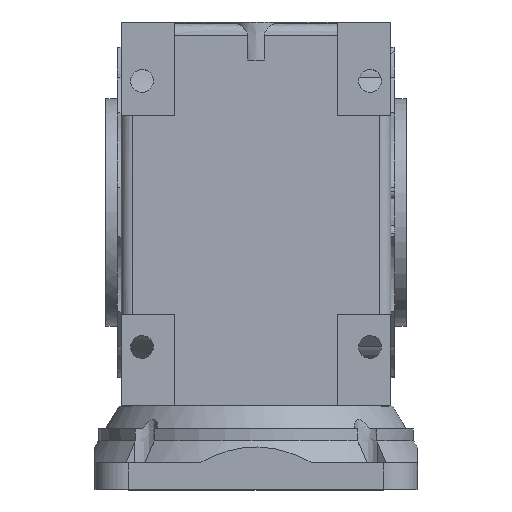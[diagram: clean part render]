
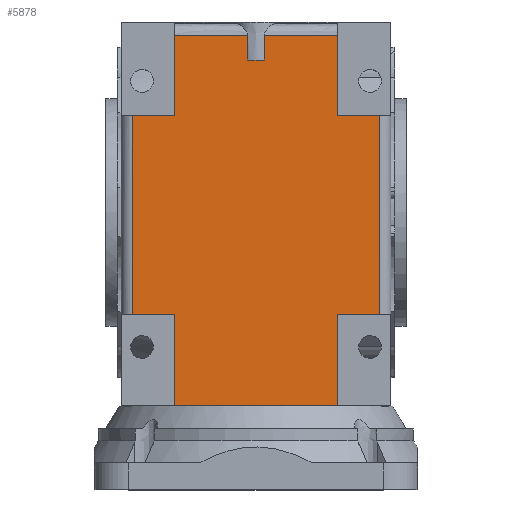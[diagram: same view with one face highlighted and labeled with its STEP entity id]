
A CAD part, top view. The second image highlights one B-rep face of the part: STEP entity #5878.
In plain terms, the highlighted free-form (B-spline) face has degree [1, 1] with [2, 2] control points.
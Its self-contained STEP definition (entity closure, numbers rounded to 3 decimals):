
#5709=CARTESIAN_POINT('',(-29.821,119.5,-2.));
#5710=VERTEX_POINT('',#5709);
#5730=CARTESIAN_POINT('',(-10.5,119.5,-2.));
#5731=VERTEX_POINT('',#5730);
#5732=CARTESIAN_POINT('',(-29.821,119.5,-2.));
#5733=CARTESIAN_POINT('',(-10.5,119.5,-2.));
#5734=B_SPLINE_CURVE_WITH_KNOTS('',1,(#5732,#5733),.POLYLINE_FORM.,.F.,.U.,(2,2),(0.,1.),.UNSPECIFIED.);
#5735=EDGE_CURVE('',#5710,#5731,#5734,.T.);
#5753=CARTESIAN_POINT('',(-150.68,-46.43,-2.));
#5754=CARTESIAN_POINT('',(-150.68,190.93,-2.));
#5755=CARTESIAN_POINT('',(86.68,-46.43,-2.));
#5756=CARTESIAN_POINT('',(86.68,190.93,-2.));
#5757=B_SPLINE_SURFACE_WITH_KNOTS('',1,1,((#5753,#5754),(#5755,#5756)),.PLANE_SURF.,.F.,.F.,.U.,(2,2),(2,2),(0.,1.),(0.,1.),.UNSPECIFIED.);
#5758=ORIENTED_EDGE('',*,*,#5735,.F.);
#5759=CARTESIAN_POINT('',(-29.821,113.,-2.));
#5760=VERTEX_POINT('',#5759);
#5761=CARTESIAN_POINT('',(-29.821,119.5,-2.));
#5762=CARTESIAN_POINT('',(-29.821,113.,-2.));
#5763=B_SPLINE_CURVE_WITH_KNOTS('',1,(#5761,#5762),.POLYLINE_FORM.,.F.,.U.,(2,2),(0.,1.),.UNSPECIFIED.);
#5764=EDGE_CURVE('',#5710,#5760,#5763,.T.);
#5765=ORIENTED_EDGE('',*,*,#5764,.T.);
#5766=CARTESIAN_POINT('',(-34.179,113.,-2.));
#5767=VERTEX_POINT('',#5766);
#5768=CARTESIAN_POINT('',(-29.821,113.,-2.));
#5769=CARTESIAN_POINT('',(-34.179,113.,-2.));
#5770=B_SPLINE_CURVE_WITH_KNOTS('',1,(#5768,#5769),.POLYLINE_FORM.,.F.,.U.,(2,2),(0.,1.),.UNSPECIFIED.);
#5771=EDGE_CURVE('',#5760,#5767,#5770,.T.);
#5772=ORIENTED_EDGE('',*,*,#5771,.T.);
#5773=CARTESIAN_POINT('',(-34.179,119.5,-2.));
#5774=VERTEX_POINT('',#5773);
#5775=CARTESIAN_POINT('',(-34.179,113.,-2.));
#5776=CARTESIAN_POINT('',(-34.179,119.5,-2.));
#5777=B_SPLINE_CURVE_WITH_KNOTS('',1,(#5775,#5776),.POLYLINE_FORM.,.F.,.U.,(2,2),(0.,1.),.UNSPECIFIED.);
#5778=EDGE_CURVE('',#5767,#5774,#5777,.T.);
#5779=ORIENTED_EDGE('',*,*,#5778,.T.);
#5780=CARTESIAN_POINT('',(-53.5,119.5,-2.));
#5781=VERTEX_POINT('',#5780);
#5782=CARTESIAN_POINT('',(-34.179,119.5,-2.));
#5783=CARTESIAN_POINT('',(-53.5,119.5,-2.));
#5784=B_SPLINE_CURVE_WITH_KNOTS('',1,(#5782,#5783),.POLYLINE_FORM.,.F.,.U.,(2,2),(0.,1.),.UNSPECIFIED.);
#5785=EDGE_CURVE('',#5774,#5781,#5784,.T.);
#5786=ORIENTED_EDGE('',*,*,#5785,.T.);
#5787=CARTESIAN_POINT('',(-53.5,98.5,-2.));
#5788=VERTEX_POINT('',#5787);
#5789=CARTESIAN_POINT('',(-53.5,119.5,-2.));
#5790=CARTESIAN_POINT('',(-53.5,98.5,-2.));
#5791=B_SPLINE_CURVE_WITH_KNOTS('',1,(#5789,#5790),.POLYLINE_FORM.,.F.,.U.,(2,2),(0.,1.),.UNSPECIFIED.);
#5792=EDGE_CURVE('',#5781,#5788,#5791,.T.);
#5793=ORIENTED_EDGE('',*,*,#5792,.T.);
#5794=CARTESIAN_POINT('',(-64.5,98.5,-2.));
#5795=VERTEX_POINT('',#5794);
#5796=CARTESIAN_POINT('',(-53.5,98.5,-2.));
#5797=CARTESIAN_POINT('',(-64.5,98.5,-2.));
#5798=B_SPLINE_CURVE_WITH_KNOTS('',1,(#5796,#5797),.POLYLINE_FORM.,.F.,.U.,(2,2),(0.,1.),.UNSPECIFIED.);
#5799=EDGE_CURVE('',#5788,#5795,#5798,.T.);
#5800=ORIENTED_EDGE('',*,*,#5799,.T.);
#5801=CARTESIAN_POINT('',(-64.5,46.,-2.));
#5802=VERTEX_POINT('',#5801);
#5803=CARTESIAN_POINT('',(-64.5,98.5,-2.));
#5804=CARTESIAN_POINT('',(-64.5,46.,-2.));
#5805=B_SPLINE_CURVE_WITH_KNOTS('',1,(#5803,#5804),.POLYLINE_FORM.,.F.,.U.,(2,2),(0.,1.),.UNSPECIFIED.);
#5806=EDGE_CURVE('',#5795,#5802,#5805,.T.);
#5807=ORIENTED_EDGE('',*,*,#5806,.T.);
#5808=CARTESIAN_POINT('',(-53.5,46.,-2.));
#5809=VERTEX_POINT('',#5808);
#5810=CARTESIAN_POINT('',(-64.5,46.,-2.));
#5811=CARTESIAN_POINT('',(-53.5,46.,-2.));
#5812=B_SPLINE_CURVE_WITH_KNOTS('',1,(#5810,#5811),.POLYLINE_FORM.,.F.,.U.,(2,2),(0.,1.),.UNSPECIFIED.);
#5813=EDGE_CURVE('',#5802,#5809,#5812,.T.);
#5814=ORIENTED_EDGE('',*,*,#5813,.T.);
#5815=CARTESIAN_POINT('',(-53.5,22.,-2.));
#5816=VERTEX_POINT('',#5815);
#5817=CARTESIAN_POINT('',(-53.5,46.,-2.));
#5818=CARTESIAN_POINT('',(-53.5,22.,-2.));
#5819=B_SPLINE_CURVE_WITH_KNOTS('',1,(#5817,#5818),.POLYLINE_FORM.,.F.,.U.,(2,2),(0.,1.),.UNSPECIFIED.);
#5820=EDGE_CURVE('',#5809,#5816,#5819,.T.);
#5821=ORIENTED_EDGE('',*,*,#5820,.T.);
#5822=CARTESIAN_POINT('',(-50.303,22.,-2.));
#5823=VERTEX_POINT('',#5822);
#5824=CARTESIAN_POINT('',(-53.5,22.,-2.));
#5825=CARTESIAN_POINT('',(-50.303,22.,-2.));
#5826=B_SPLINE_CURVE_WITH_KNOTS('',1,(#5824,#5825),.POLYLINE_FORM.,.F.,.U.,(2,2),(0.,1.),.UNSPECIFIED.);
#5827=EDGE_CURVE('',#5816,#5823,#5826,.T.);
#5828=ORIENTED_EDGE('',*,*,#5827,.T.);
#5829=CARTESIAN_POINT('',(-13.697,22.,-2.));
#5830=VERTEX_POINT('',#5829);
#5831=CARTESIAN_POINT('',(-50.303,22.,-2.));
#5832=CARTESIAN_POINT('',(-13.697,22.,-2.));
#5833=B_SPLINE_CURVE_WITH_KNOTS('',1,(#5831,#5832),.POLYLINE_FORM.,.F.,.U.,(2,2),(0.,1.),.UNSPECIFIED.);
#5834=EDGE_CURVE('',#5823,#5830,#5833,.T.);
#5835=ORIENTED_EDGE('',*,*,#5834,.T.);
#5836=CARTESIAN_POINT('',(-10.5,22.,-2.));
#5837=VERTEX_POINT('',#5836);
#5838=CARTESIAN_POINT('',(-13.697,22.,-2.));
#5839=CARTESIAN_POINT('',(-10.5,22.,-2.));
#5840=B_SPLINE_CURVE_WITH_KNOTS('',1,(#5838,#5839),.POLYLINE_FORM.,.F.,.U.,(2,2),(0.,1.),.UNSPECIFIED.);
#5841=EDGE_CURVE('',#5830,#5837,#5840,.T.);
#5842=ORIENTED_EDGE('',*,*,#5841,.T.);
#5843=CARTESIAN_POINT('',(-10.5,46.,-2.));
#5844=VERTEX_POINT('',#5843);
#5845=CARTESIAN_POINT('',(-10.5,22.,-2.));
#5846=CARTESIAN_POINT('',(-10.5,46.,-2.));
#5847=B_SPLINE_CURVE_WITH_KNOTS('',1,(#5845,#5846),.POLYLINE_FORM.,.F.,.U.,(2,2),(0.,1.),.UNSPECIFIED.);
#5848=EDGE_CURVE('',#5837,#5844,#5847,.T.);
#5849=ORIENTED_EDGE('',*,*,#5848,.T.);
#5850=CARTESIAN_POINT('',(0.5,46.,-2.));
#5851=VERTEX_POINT('',#5850);
#5852=CARTESIAN_POINT('',(-10.5,46.,-2.));
#5853=CARTESIAN_POINT('',(0.5,46.,-2.));
#5854=B_SPLINE_CURVE_WITH_KNOTS('',1,(#5852,#5853),.POLYLINE_FORM.,.F.,.U.,(2,2),(0.,1.),.UNSPECIFIED.);
#5855=EDGE_CURVE('',#5844,#5851,#5854,.T.);
#5856=ORIENTED_EDGE('',*,*,#5855,.T.);
#5857=CARTESIAN_POINT('',(0.5,98.5,-2.));
#5858=VERTEX_POINT('',#5857);
#5859=CARTESIAN_POINT('',(0.5,46.,-2.));
#5860=CARTESIAN_POINT('',(0.5,98.5,-2.));
#5861=B_SPLINE_CURVE_WITH_KNOTS('',1,(#5859,#5860),.POLYLINE_FORM.,.F.,.U.,(2,2),(0.,1.),.UNSPECIFIED.);
#5862=EDGE_CURVE('',#5851,#5858,#5861,.T.);
#5863=ORIENTED_EDGE('',*,*,#5862,.T.);
#5864=CARTESIAN_POINT('',(-10.5,98.5,-2.));
#5865=VERTEX_POINT('',#5864);
#5866=CARTESIAN_POINT('',(0.5,98.5,-2.));
#5867=CARTESIAN_POINT('',(-10.5,98.5,-2.));
#5868=B_SPLINE_CURVE_WITH_KNOTS('',1,(#5866,#5867),.POLYLINE_FORM.,.F.,.U.,(2,2),(0.,1.),.UNSPECIFIED.);
#5869=EDGE_CURVE('',#5858,#5865,#5868,.T.);
#5870=ORIENTED_EDGE('',*,*,#5869,.T.);
#5871=CARTESIAN_POINT('',(-10.5,98.5,-2.));
#5872=CARTESIAN_POINT('',(-10.5,119.5,-2.));
#5873=B_SPLINE_CURVE_WITH_KNOTS('',1,(#5871,#5872),.POLYLINE_FORM.,.F.,.U.,(2,2),(0.,1.),.UNSPECIFIED.);
#5874=EDGE_CURVE('',#5865,#5731,#5873,.T.);
#5875=ORIENTED_EDGE('',*,*,#5874,.T.);
#5876=EDGE_LOOP('',(#5758,#5765,#5772,#5779,#5786,#5793,#5800,#5807,#5814,#5821,#5828,#5835,#5842,#5849,#5856,#5863,#5870,#5875));
#5877=FACE_OUTER_BOUND('',#5876,.T.);
#5878=ADVANCED_FACE('',(#5877),#5757,.T.);
